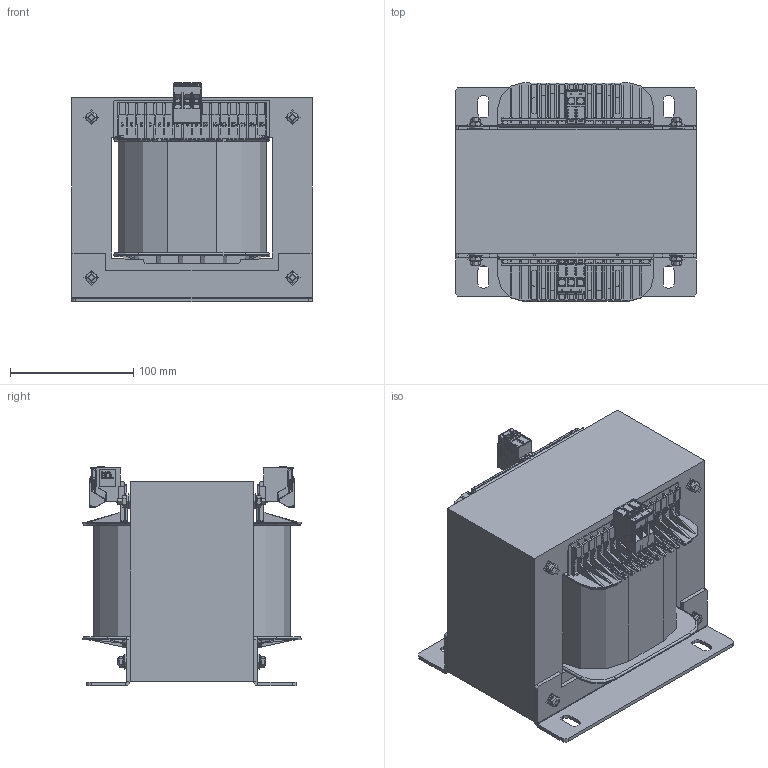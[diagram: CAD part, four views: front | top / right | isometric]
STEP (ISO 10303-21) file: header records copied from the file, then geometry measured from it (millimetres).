
FILE_DESCRIPTION(/* description */ (''),/* implementation_level */ '2;1');
FILE_NAME(/* name */ 'TF032253200.stp',/* time_stamp */ '2022-10-26T14:19:20+02:00',/* author */ ('velazquez'),/* organization */ (''),/* preprocessor_version */ 'ST-DEVELOPER v19.2',/* originating_system */ 'Autodesk Inventor 2023',/* authorisation */ '');
FILE_SCHEMA (('AUTOMOTIVE_DESIGN { 1 0 10303 214 3 1 1 }'));
Products named in the file (12): TF032253200; EI195 x 162 - 100 (Rc65); EI192_104_AK_25373_2_Wz837 BOBINADO; EI192_104_AK_25373_2_Wz837; BOB 104; 195; centrador M5; DIN 125 - A 5,3; Varilla m5x120; DIN 934 - M5; 1226_TKS_4_2_F; 1227_TKS_4_3_F NARANJA
Assembly tree (36 placements, depth 3):
  TF032253200
    EI195 x 162 - 100 (Rc65)
    EI192_104_AK_25373_2_Wz837 BOBINADO
      EI192_104_AK_25373_2_Wz837
      BOB 104
    195  x2
    centrador M5  x8
    DIN 125 - A 5,3  x8
    Varilla m5x120  x4
    DIN 934 - M5  x8
    1226_TKS_4_2_F
    1227_TKS_4_3_F NARANJA
Bounding box: 195 x 176.6 x 178 mm (x, y, z)
Volume: 3680128.2 mm3; surface area: 523306.3 mm2
Topology: 35 solids, 35 shells, 6273 faces, 17455 edges, 11342 vertices
Faces by surface type: plane 4208, bspline 1083, cylinder 770, torus 170, cone 32, sphere 10
Full cylindrical faces by diameter (mm): 4.134 x8, 5 x12, 5.3 x8, 5.9 x8, 9.9 x4, 10 x8, 11 x4, 12 x8
Entity records: 206063 total; most frequent: CARTESIAN_POINT 48909, ORIENTED_EDGE 34008, DIRECTION 26821, EDGE_CURVE 17004, LINE 13191, VECTOR 13191, VERTEX_POINT 11064, AXIS2_PLACEMENT_3D 6815
